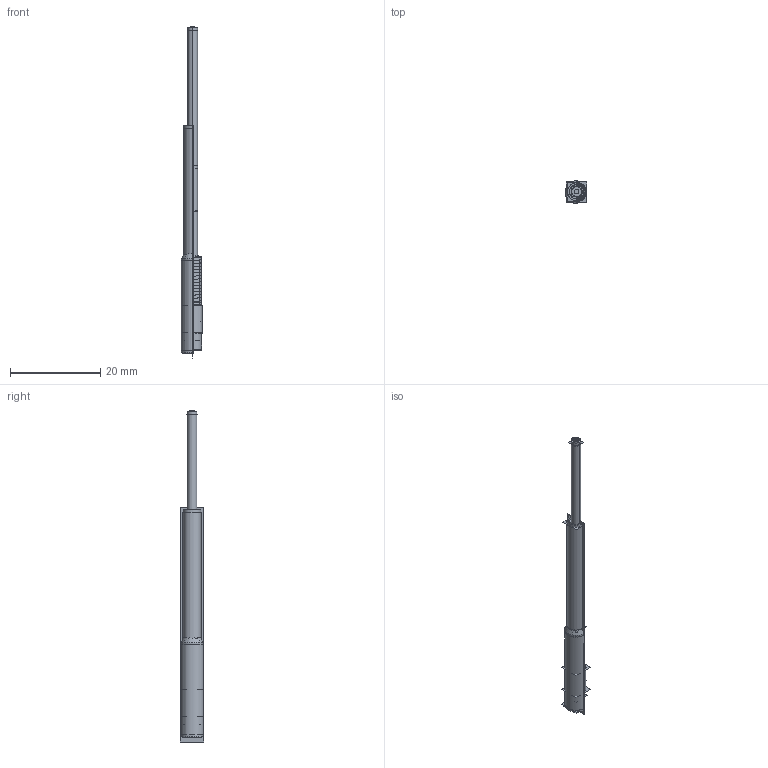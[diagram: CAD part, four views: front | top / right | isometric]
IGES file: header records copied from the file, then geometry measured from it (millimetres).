
Start section:  PTC IGES file: 166399.igs
Global section: file name: 166399.igs; native system: Creo Parametric by Parametric Technology Corporation; preprocessor: 2016010; author: pdmadmin; organization: Unknown; date: 20160421.140046; units: millimetre
Bounding box: 4.76 x 5.2 x 73.55 mm (x, y, z)
Volume: 455.9 mm3; surface area: 12652.6 mm2
Topology: 6 solids, 8 shells, 244 faces, 1278 edges, 1653 vertices
Faces by surface type: revolution 176, bspline 68
